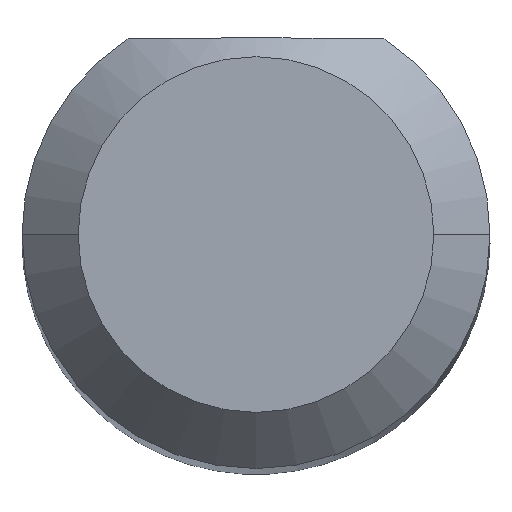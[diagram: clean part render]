
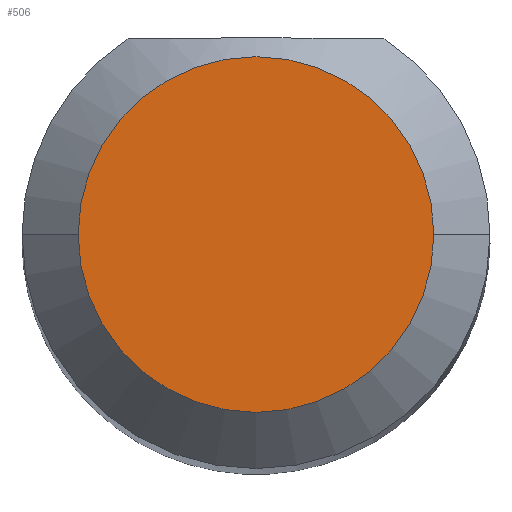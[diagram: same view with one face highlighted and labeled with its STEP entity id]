
A CAD part, top view. The second image highlights one B-rep face of the part: STEP entity #506.
In plain terms, the highlighted planar face has unit normal (0, 0, 1).
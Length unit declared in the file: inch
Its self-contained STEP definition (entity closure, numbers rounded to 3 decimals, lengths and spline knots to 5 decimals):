
#4 = VERTEX_POINT ( 'NONE', #117 ) ;
#20 = DIRECTION ( 'NONE',  ( 1., 0., 0. ) ) ;
#23 = DIRECTION ( 'NONE',  ( 0., 0., 1. ) ) ;
#32 = VERTEX_POINT ( 'NONE', #262 ) ;
#72 = CARTESIAN_POINT ( 'NONE',  ( 0., 0., 1.5 ) ) ;
#74 = DIRECTION ( 'NONE',  ( 0., 0., 1. ) ) ;
#117 = CARTESIAN_POINT ( 'NONE',  ( -0.0475, 0., 1.5 ) ) ;
#123 = CARTESIAN_POINT ( 'NONE',  ( 0., 0., 1.5 ) ) ;
#135 = EDGE_LOOP ( 'NONE', ( #456, #519 ) ) ;
#142 = AXIS2_PLACEMENT_3D ( 'NONE', #72, #74, #170 ) ;
#170 = DIRECTION ( 'NONE',  ( 1., 0., 0. ) ) ;
#173 = CIRCLE ( 'NONE', #367, 0.0475 ) ;
#254 = DIRECTION ( 'NONE',  ( 1., 0., 0. ) ) ;
#262 = CARTESIAN_POINT ( 'NONE',  ( 0.0475, 0., 1.5 ) ) ;
#288 = EDGE_CURVE ( 'NONE', #32, #4, #411, .T. ) ;
#308 = CARTESIAN_POINT ( 'NONE',  ( 0., 0., 1.5 ) ) ;
#321 = FACE_OUTER_BOUND ( 'NONE', #135, .T. ) ;
#367 = AXIS2_PLACEMENT_3D ( 'NONE', #123, #23, #20 ) ;
#411 = CIRCLE ( 'NONE', #430, 0.0475 ) ;
#430 = AXIS2_PLACEMENT_3D ( 'NONE', #308, #623, #254 ) ;
#456 = ORIENTED_EDGE ( 'NONE', *, *, #490, .T. ) ;
#490 = EDGE_CURVE ( 'NONE', #4, #32, #173, .T. ) ;
#506 = ADVANCED_FACE ( 'NONE', ( #321 ), #538, .T. ) ;
#519 = ORIENTED_EDGE ( 'NONE', *, *, #288, .T. ) ;
#538 = PLANE ( 'NONE',  #142 ) ;
#623 = DIRECTION ( 'NONE',  ( 0., 0., 1. ) ) ;
